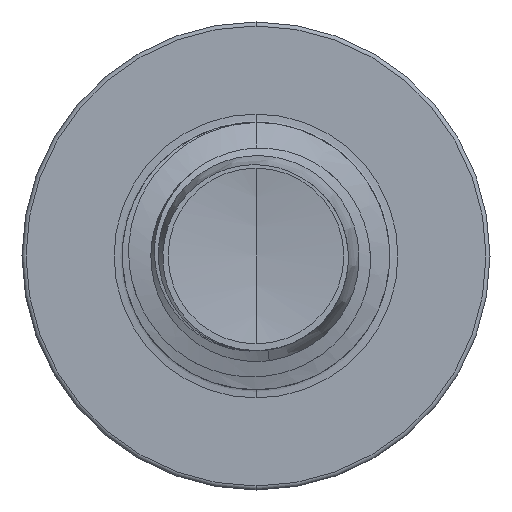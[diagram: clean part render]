
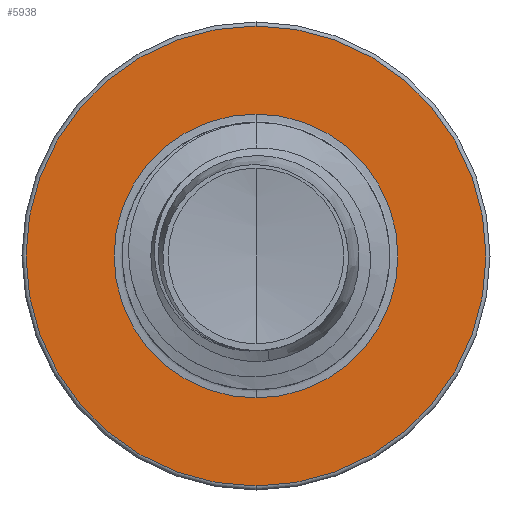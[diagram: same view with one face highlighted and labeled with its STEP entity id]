
A CAD part, front view. The second image highlights one B-rep face of the part: STEP entity #5938.
In plain terms, the highlighted planar face has unit normal (0, -1, 0).
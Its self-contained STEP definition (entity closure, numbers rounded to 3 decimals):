
#79 = CARTESIAN_POINT ( 'NONE',  ( 0., 15., 5.16 ) ) ;
#188 = CARTESIAN_POINT ( 'NONE',  ( 0., 15., -3.186 ) ) ;
#791 = EDGE_CURVE ( 'NONE', #21913, #22732, #6169, .T. ) ;
#1047 = FACE_BOUND ( 'NONE', #9404, .T. ) ;
#1250 = EDGE_CURVE ( 'NONE', #17164, #17184, #9002, .T. ) ;
#2313 = PLANE ( 'NONE',  #22802 ) ;
#2530 = FACE_OUTER_BOUND ( 'NONE', #4713, .T. ) ;
#3120 = ORIENTED_EDGE ( 'NONE', *, *, #15376, .T. ) ;
#4562 = CARTESIAN_POINT ( 'NONE',  ( 0., 15., 0. ) ) ;
#4713 = EDGE_LOOP ( 'NONE', ( #18304, #5162 ) ) ;
#5162 = ORIENTED_EDGE ( 'NONE', *, *, #15406, .F. ) ;
#5285 = CIRCLE ( 'NONE', #7528, 5.16 ) ;
#5938 = ADVANCED_FACE ( 'NONE', ( #2530, #1047 ), #2313, .F. ) ;
#6169 = CIRCLE ( 'NONE', #13419, 5.16 ) ;
#6523 = DIRECTION ( 'NONE',  ( 0., 0., 1. ) ) ;
#7528 = AXIS2_PLACEMENT_3D ( 'NONE', #10411, #22889, #12234 ) ;
#7952 = CARTESIAN_POINT ( 'NONE',  ( 0., 15., -5.16 ) ) ;
#9002 = CIRCLE ( 'NONE', #19346, 3.186 ) ;
#9404 = EDGE_LOOP ( 'NONE', ( #3120, #20869 ) ) ;
#10128 = DIRECTION ( 'NONE',  ( 0., 1., 0. ) ) ;
#10411 = CARTESIAN_POINT ( 'NONE',  ( 0., 15., 0. ) ) ;
#10540 = DIRECTION ( 'NONE',  ( 0., 0., 1. ) ) ;
#10629 = DIRECTION ( 'NONE',  ( 0., 1., 0. ) ) ;
#10658 = CARTESIAN_POINT ( 'NONE',  ( 0., 15., 0. ) ) ;
#12234 = DIRECTION ( 'NONE',  ( 0., 0., 1. ) ) ;
#13419 = AXIS2_PLACEMENT_3D ( 'NONE', #10658, #10629, #10540 ) ;
#14988 = AXIS2_PLACEMENT_3D ( 'NONE', #4562, #17527, #6523 ) ;
#15279 = CIRCLE ( 'NONE', #14988, 3.186 ) ;
#15376 = EDGE_CURVE ( 'NONE', #17184, #17164, #15279, .T. ) ;
#15406 = EDGE_CURVE ( 'NONE', #22732, #21913, #5285, .T. ) ;
#17164 = VERTEX_POINT ( 'NONE', #188 ) ;
#17184 = VERTEX_POINT ( 'NONE', #20610 ) ;
#17527 = DIRECTION ( 'NONE',  ( 0., 1., 0. ) ) ;
#18304 = ORIENTED_EDGE ( 'NONE', *, *, #791, .F. ) ;
#18669 = DIRECTION ( 'NONE',  ( 0., 1., 0. ) ) ;
#19026 = CARTESIAN_POINT ( 'NONE',  ( 0., 15., -3.186 ) ) ;
#19346 = AXIS2_PLACEMENT_3D ( 'NONE', #20074, #18669, #20137 ) ;
#20074 = CARTESIAN_POINT ( 'NONE',  ( 0., 15., 0. ) ) ;
#20137 = DIRECTION ( 'NONE',  ( 0., 0., 1. ) ) ;
#20610 = CARTESIAN_POINT ( 'NONE',  ( 0., 15., 3.186 ) ) ;
#20869 = ORIENTED_EDGE ( 'NONE', *, *, #1250, .T. ) ;
#21913 = VERTEX_POINT ( 'NONE', #79 ) ;
#22613 = DIRECTION ( 'NONE',  ( 0., 0., 1. ) ) ;
#22732 = VERTEX_POINT ( 'NONE', #7952 ) ;
#22802 = AXIS2_PLACEMENT_3D ( 'NONE', #19026, #10128, #22613 ) ;
#22889 = DIRECTION ( 'NONE',  ( 0., 1., 0. ) ) ;
